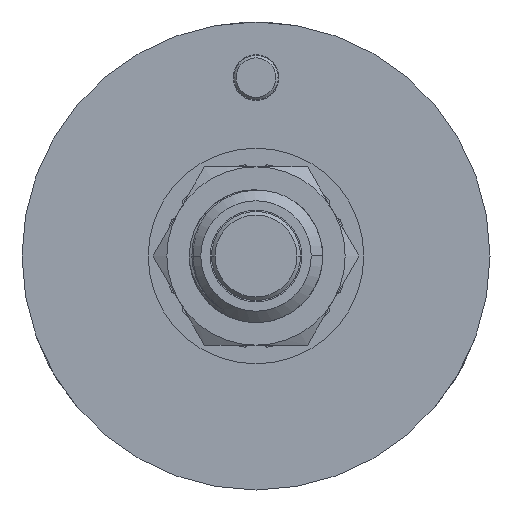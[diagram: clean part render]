
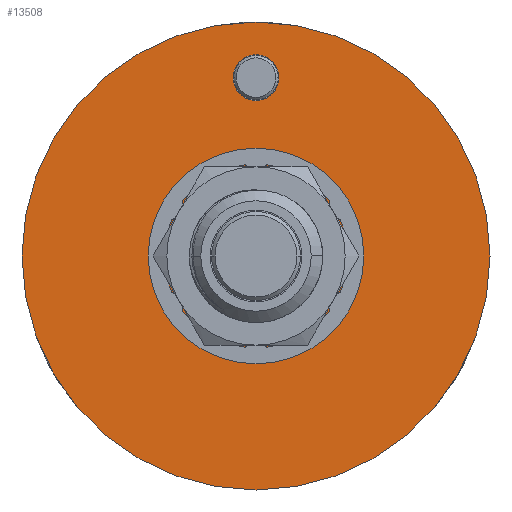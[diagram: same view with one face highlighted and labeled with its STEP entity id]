
A CAD part, front view. The second image highlights one B-rep face of the part: STEP entity #13508.
In plain terms, the highlighted planar face has unit normal (0, -1, 0).
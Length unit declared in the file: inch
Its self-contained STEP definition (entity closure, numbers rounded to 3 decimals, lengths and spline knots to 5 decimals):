
#4857=CARTESIAN_POINT('',(0.,0.,0.));
#4858=DIRECTION('',(0.,-1.,0.));
#4859=DIRECTION('',(1.,0.,0.));
#4860=AXIS2_PLACEMENT_3D('',#4857,#4858,#4859);
#4862=CARTESIAN_POINT('',(0.,0.,0.));
#4863=DIRECTION('',(0.,1.,0.));
#4864=DIRECTION('',(1.,0.,0.));
#4865=AXIS2_PLACEMENT_3D('',#4862,#4863,#4864);
#4867=CARTESIAN_POINT('',(0.,0.,0.5));
#4868=DIRECTION('',(0.,-1.,0.));
#4869=DIRECTION('',(0.,0.,-1.));
#4870=AXIS2_PLACEMENT_3D('',#4867,#4868,#4869);
#4872=CARTESIAN_POINT('',(0.,0.,0.5));
#4873=DIRECTION('',(0.,-1.,0.));
#4874=DIRECTION('',(0.,0.,1.));
#4875=AXIS2_PLACEMENT_3D('',#4872,#4873,#4874);
#4885=CARTESIAN_POINT('',(0.,0.,0.));
#4886=DIRECTION('',(0.,1.,0.));
#4887=DIRECTION('',(1.,0.,0.));
#4888=AXIS2_PLACEMENT_3D('',#4885,#4886,#4887);
#5116=CARTESIAN_POINT('',(0.,0.,0.));
#5117=DIRECTION('',(0.,-1.,0.));
#5118=DIRECTION('',(1.,0.,0.));
#5119=AXIS2_PLACEMENT_3D('',#5116,#5117,#5118);
#7472=CARTESIAN_POINT('',(0.656,0.,0.));
#7474=VERTEX_POINT('',#7472);
#7476=CARTESIAN_POINT('',(-0.656,0.,0.));
#7478=VERTEX_POINT('',#7476);
#7480=CARTESIAN_POINT('',(0.2029,0.,0.));
#7481=CARTESIAN_POINT('',(-0.2029,0.,0.));
#7482=VERTEX_POINT('',#7480);
#7483=VERTEX_POINT('',#7481);
#7508=CARTESIAN_POINT('',(0.,0.,0.43575));
#7509=CARTESIAN_POINT('',(0.,0.,0.56425));
#7510=VERTEX_POINT('',#7508);
#7511=VERTEX_POINT('',#7509);
#13487=CARTESIAN_POINT('',(0.,0.,0.));
#13488=DIRECTION('',(0.,-1.,0.));
#13489=DIRECTION('',(-1.,0.,0.));
#13490=AXIS2_PLACEMENT_3D('',#13487,#13488,#13489);
#13491=PLANE('',#13490);
#13493=ORIENTED_EDGE('',*,*,#13492,.T.);
#13495=ORIENTED_EDGE('',*,*,#13494,.F.);
#13496=EDGE_LOOP('',(#13493,#13495));
#13497=FACE_OUTER_BOUND('',#13496,.F.);
#13498=ORIENTED_EDGE('',*,*,#13467,.T.);
#13499=ORIENTED_EDGE('',*,*,#13481,.F.);
#13500=EDGE_LOOP('',(#13498,#13499));
#13501=FACE_BOUND('',#13500,.F.);
#13503=ORIENTED_EDGE('',*,*,#13502,.T.);
#13505=ORIENTED_EDGE('',*,*,#13504,.T.);
#13506=EDGE_LOOP('',(#13503,#13505));
#13507=FACE_BOUND('',#13506,.F.);
#13508=ADVANCED_FACE('',(#13497,#13501,#13507),#13491,.T.);
#4861=CIRCLE('',#4860,0.2029);
#4866=CIRCLE('',#4865,0.2029);
#4871=CIRCLE('',#4870,0.06425);
#4876=CIRCLE('',#4875,0.06425);
#4889=CIRCLE('',#4888,0.656);
#5120=CIRCLE('',#5119,0.656);
#13467=EDGE_CURVE('',#7482,#7483,#4861,.T.);
#13481=EDGE_CURVE('',#7482,#7483,#4866,.T.);
#13492=EDGE_CURVE('',#7474,#7478,#4889,.T.);
#13494=EDGE_CURVE('',#7474,#7478,#5120,.T.);
#13502=EDGE_CURVE('',#7510,#7511,#4871,.T.);
#13504=EDGE_CURVE('',#7511,#7510,#4876,.T.);
